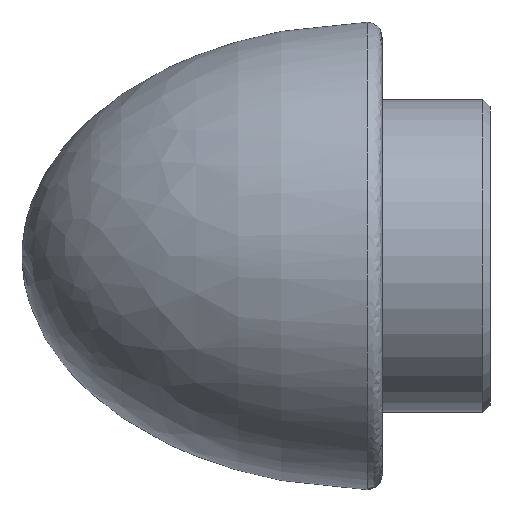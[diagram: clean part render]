
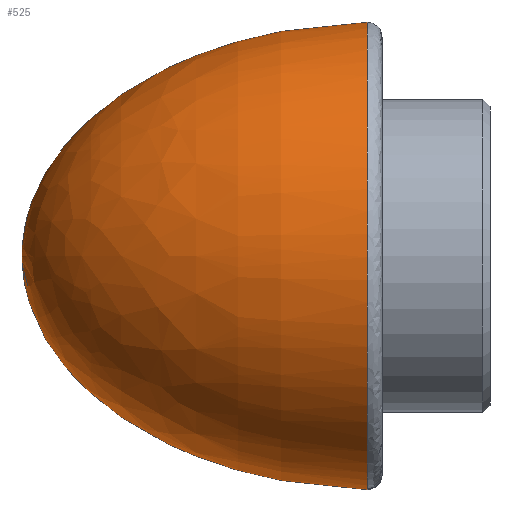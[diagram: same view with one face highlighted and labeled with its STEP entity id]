
A CAD part, left-side view. The second image highlights one B-rep face of the part: STEP entity #525.
In plain terms, the highlighted free-form (B-spline) face has degree [2, 2] with [3, 9] control points.
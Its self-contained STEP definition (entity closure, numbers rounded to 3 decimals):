
#17=ELLIPSE('',#572,50.,32.5);
#18=(
BOUNDED_SURFACE()
B_SPLINE_SURFACE(2,2,((#1087,#1088,#1089,#1090,#1091,#1092,#1093,#1094,
#1095),(#1096,#1097,#1098,#1099,#1100,#1101,#1102,#1103,#1104),(#1105,#1106,
#1107,#1108,#1109,#1110,#1111,#1112,#1113)),.UNSPECIFIED.,.F.,.T.,.F.)
B_SPLINE_SURFACE_WITH_KNOTS((3,3),(3,2,2,2,3),(-1.571,0.),(0.,
1.571,3.142,4.712,6.283),
 .UNSPECIFIED.)
GEOMETRIC_REPRESENTATION_ITEM()
RATIONAL_B_SPLINE_SURFACE(((1.,0.707,1.,0.707,1.,
0.707,1.,0.707,1.),(0.707,0.5,0.707,
0.5,0.707,0.5,0.707,0.5,0.707),(1.,
0.707,1.,0.707,1.,0.707,1.,0.707,
1.)))
REPRESENTATION_ITEM('')
SURFACE()
);
#66=B_SPLINE_CURVE_WITH_KNOTS('',3,(#1043,#1044,#1045,#1046,#1047,#1048,
#1049,#1050,#1051,#1052,#1053,#1054,#1055,#1056,#1057,#1058,#1059,#1060,
#1061,#1062,#1063,#1064),.UNSPECIFIED.,.T.,.F.,(4,1,1,1,1,1,1,1,1,1,1,1,
1,1,1,1,1,1,1,4),(0.,0.449,0.898,1.346,
1.795,2.094,2.394,2.693,2.842,
2.992,3.291,3.59,3.89,4.189,
4.488,4.787,5.086,5.386,5.834,
6.283),.UNSPECIFIED.);
#85=FACE_OUTER_BOUND('',#122,.T.);
#122=EDGE_LOOP('',(#374,#375,#376));
#229=VERTEX_POINT('',#1041);
#230=VERTEX_POINT('',#1114);
#282=EDGE_CURVE('',#229,#229,#66,.T.);
#284=EDGE_CURVE('',#229,#230,#17,.T.);
#374=ORIENTED_EDGE('',*,*,#282,.F.);
#375=ORIENTED_EDGE('',*,*,#284,.T.);
#376=ORIENTED_EDGE('',*,*,#284,.F.);
#525=ADVANCED_FACE('',(#85),#18,.T.);
#572=AXIS2_PLACEMENT_3D('',#1115,#671,#672);
#671=DIRECTION('center_axis',(0.,0.,1.));
#672=DIRECTION('ref_axis',(0.,1.,0.));
#1041=CARTESIAN_POINT('',(32.473,2.053,0.));
#1043=CARTESIAN_POINT('Ctrl Pts',(32.473,2.053,0.));
#1044=CARTESIAN_POINT('Ctrl Pts',(32.473,2.053,4.858));
#1045=CARTESIAN_POINT('Ctrl Pts',(30.258,2.053,14.57));
#1046=CARTESIAN_POINT('Ctrl Pts',(20.939,2.053,26.255));
#1047=CARTESIAN_POINT('Ctrl Pts',(7.473,2.053,32.742));
#1048=CARTESIAN_POINT('Ctrl Pts',(-5.811,2.053,32.739));
#1049=CARTESIAN_POINT('Ctrl Pts',(-16.48,2.053,28.543));
#1050=CARTESIAN_POINT('Ctrl Pts',(-24.162,2.053,22.421));
#1051=CARTESIAN_POINT('Ctrl Pts',(-28.774,2.053,15.654));
#1052=CARTESIAN_POINT('Ctrl Pts',(-31.145,2.053,9.608));
#1053=CARTESIAN_POINT('Ctrl Pts',(-32.593,2.053,3.275));
#1054=CARTESIAN_POINT('Ctrl Pts',(-32.593,2.053,-4.912));
#1055=CARTESIAN_POINT('Ctrl Pts',(-29.697,2.053,-14.301));
#1056=CARTESIAN_POINT('Ctrl Pts',(-24.162,2.053,-22.419));
#1057=CARTESIAN_POINT('Ctrl Pts',(-16.481,2.053,-28.545));
#1058=CARTESIAN_POINT('Ctrl Pts',(-7.335,2.053,-32.134));
#1059=CARTESIAN_POINT('Ctrl Pts',(2.464,2.053,-32.87));
#1060=CARTESIAN_POINT('Ctrl Pts',(12.041,2.053,-30.681));
#1061=CARTESIAN_POINT('Ctrl Pts',(21.972,2.053,-24.955));
#1062=CARTESIAN_POINT('Ctrl Pts',(30.259,2.053,-14.572));
#1063=CARTESIAN_POINT('Ctrl Pts',(32.473,2.053,-4.858));
#1064=CARTESIAN_POINT('Ctrl Pts',(32.473,2.053,0.));
#1087=CARTESIAN_POINT('Ctrl Pts',(32.5,0.,0.));
#1088=CARTESIAN_POINT('Ctrl Pts',(32.5,0.,32.5));
#1089=CARTESIAN_POINT('Ctrl Pts',(0.,0.,32.5));
#1090=CARTESIAN_POINT('Ctrl Pts',(-32.5,0.,32.5));
#1091=CARTESIAN_POINT('Ctrl Pts',(-32.5,0.,0.));
#1092=CARTESIAN_POINT('Ctrl Pts',(-32.5,0.,-32.5));
#1093=CARTESIAN_POINT('Ctrl Pts',(0.,0.,-32.5));
#1094=CARTESIAN_POINT('Ctrl Pts',(32.5,0.,-32.5));
#1095=CARTESIAN_POINT('Ctrl Pts',(32.5,0.,0.));
#1096=CARTESIAN_POINT('Ctrl Pts',(32.5,50.,0.));
#1097=CARTESIAN_POINT('Ctrl Pts',(32.5,50.,32.5));
#1098=CARTESIAN_POINT('Ctrl Pts',(0.,50.,32.5));
#1099=CARTESIAN_POINT('Ctrl Pts',(-32.5,50.,32.5));
#1100=CARTESIAN_POINT('Ctrl Pts',(-32.5,50.,0.));
#1101=CARTESIAN_POINT('Ctrl Pts',(-32.5,50.,-32.5));
#1102=CARTESIAN_POINT('Ctrl Pts',(0.,50.,-32.5));
#1103=CARTESIAN_POINT('Ctrl Pts',(32.5,50.,-32.5));
#1104=CARTESIAN_POINT('Ctrl Pts',(32.5,50.,0.));
#1105=CARTESIAN_POINT('Ctrl Pts',(0.,50.,0.));
#1106=CARTESIAN_POINT('Ctrl Pts',(0.,50.,0.));
#1107=CARTESIAN_POINT('Ctrl Pts',(0.,50.,0.));
#1108=CARTESIAN_POINT('Ctrl Pts',(0.,50.,0.));
#1109=CARTESIAN_POINT('Ctrl Pts',(0.,50.,0.));
#1110=CARTESIAN_POINT('Ctrl Pts',(0.,50.,0.));
#1111=CARTESIAN_POINT('Ctrl Pts',(0.,50.,0.));
#1112=CARTESIAN_POINT('Ctrl Pts',(0.,50.,0.));
#1113=CARTESIAN_POINT('Ctrl Pts',(0.,50.,0.));
#1114=CARTESIAN_POINT('',(0.,50.,0.));
#1115=CARTESIAN_POINT('Origin',(0.,0.,0.));
